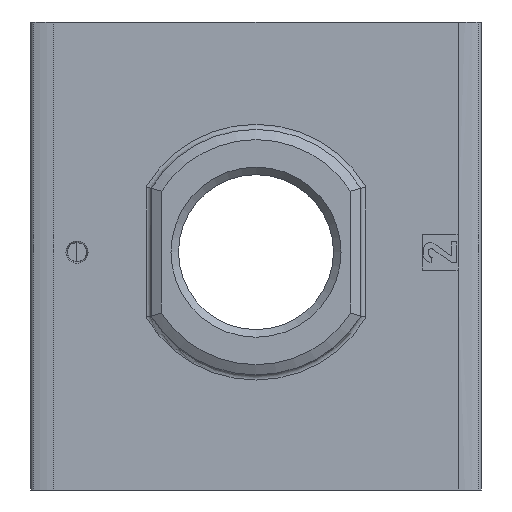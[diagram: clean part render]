
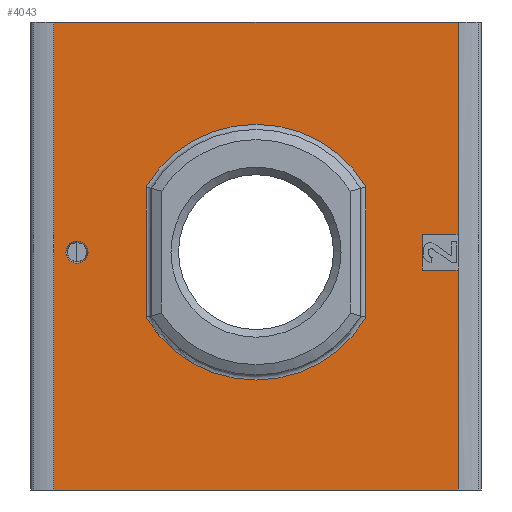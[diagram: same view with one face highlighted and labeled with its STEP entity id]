
A CAD part, left-side view. The second image highlights one B-rep face of the part: STEP entity #4043.
In plain terms, the highlighted planar face has unit normal (-1, 0, 0).
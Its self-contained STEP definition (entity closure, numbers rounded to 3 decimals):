
#365=LINE('',#6433,#776);
#366=LINE('',#6438,#777);
#367=LINE('',#6441,#778);
#368=LINE('',#6444,#779);
#369=LINE('',#6446,#780);
#370=LINE('',#6448,#781);
#371=LINE('',#6450,#782);
#372=LINE('',#6452,#783);
#373=LINE('',#6454,#784);
#374=LINE('',#6456,#785);
#776=VECTOR('',#5204,1000.);
#777=VECTOR('',#5207,1000.);
#778=VECTOR('',#5210,1000.);
#779=VECTOR('',#5211,1000.);
#780=VECTOR('',#5212,1000.);
#781=VECTOR('',#5213,1000.);
#782=VECTOR('',#5214,1000.);
#783=VECTOR('',#5215,1000.);
#784=VECTOR('',#5216,1000.);
#785=VECTOR('',#5217,1000.);
#1573=ORIENTED_EDGE('',*,*,#2426,.T.);
#1574=ORIENTED_EDGE('',*,*,#2427,.T.);
#1575=ORIENTED_EDGE('',*,*,#2428,.T.);
#1576=ORIENTED_EDGE('',*,*,#2429,.F.);
#1577=ORIENTED_EDGE('',*,*,#2430,.T.);
#1578=ORIENTED_EDGE('',*,*,#2431,.T.);
#1579=ORIENTED_EDGE('',*,*,#2432,.T.);
#1580=ORIENTED_EDGE('',*,*,#2433,.T.);
#1581=ORIENTED_EDGE('',*,*,#2434,.F.);
#1582=ORIENTED_EDGE('',*,*,#2435,.F.);
#1583=ORIENTED_EDGE('',*,*,#2436,.T.);
#1584=ORIENTED_EDGE('',*,*,#2437,.T.);
#1585=ORIENTED_EDGE('',*,*,#2438,.F.);
#2426=EDGE_CURVE('',#2904,#2904,#3158,.T.);
#2427=EDGE_CURVE('',#2905,#2906,#365,.T.);
#2428=EDGE_CURVE('',#2906,#2907,#3159,.T.);
#2429=EDGE_CURVE('',#2908,#2907,#366,.T.);
#2430=EDGE_CURVE('',#2908,#2905,#3160,.T.);
#2431=EDGE_CURVE('',#2909,#2910,#367,.T.);
#2432=EDGE_CURVE('',#2910,#2911,#368,.T.);
#2433=EDGE_CURVE('',#2911,#2912,#369,.T.);
#2434=EDGE_CURVE('',#2913,#2912,#370,.T.);
#2435=EDGE_CURVE('',#2914,#2913,#371,.T.);
#2436=EDGE_CURVE('',#2914,#2915,#372,.T.);
#2437=EDGE_CURVE('',#2915,#2916,#373,.T.);
#2438=EDGE_CURVE('',#2909,#2916,#374,.T.);
#2904=VERTEX_POINT('',#6432);
#2905=VERTEX_POINT('',#6434);
#2906=VERTEX_POINT('',#6435);
#2907=VERTEX_POINT('',#6437);
#2908=VERTEX_POINT('',#6439);
#2909=VERTEX_POINT('',#6442);
#2910=VERTEX_POINT('',#6443);
#2911=VERTEX_POINT('',#6445);
#2912=VERTEX_POINT('',#6447);
#2913=VERTEX_POINT('',#6449);
#2914=VERTEX_POINT('',#6451);
#2915=VERTEX_POINT('',#6453);
#2916=VERTEX_POINT('',#6455);
#3158=CIRCLE('',#4389,2.168);
#3159=CIRCLE('',#4390,25.);
#3160=CIRCLE('',#4391,25.);
#3379=EDGE_LOOP('',(#1573));
#3380=EDGE_LOOP('',(#1574,#1575,#1576,#1577));
#3381=EDGE_LOOP('',(#1578,#1579,#1580,#1581,#1582,#1583,#1584,#1585));
#3647=FACE_BOUND('',#3379,.T.);
#3648=FACE_BOUND('',#3380,.T.);
#3649=FACE_BOUND('',#3381,.T.);
#3854=PLANE('',#4388);
#4043=ADVANCED_FACE('',(#3647,#3648,#3649),#3854,.F.);
#4388=AXIS2_PLACEMENT_3D('',#6430,#5200,#5201);
#4389=AXIS2_PLACEMENT_3D('',#6431,#5202,#5203);
#4390=AXIS2_PLACEMENT_3D('',#6436,#5205,#5206);
#4391=AXIS2_PLACEMENT_3D('',#6440,#5208,#5209);
#5200=DIRECTION('',(1.,0.,0.));
#5201=DIRECTION('',(0.,0.,-1.));
#5202=DIRECTION('',(1.,0.,0.));
#5203=DIRECTION('',(0.,0.,-1.));
#5204=DIRECTION('',(0.,-1.,0.));
#5205=DIRECTION('',(1.,0.,0.));
#5206=DIRECTION('',(0.,0.,-1.));
#5207=DIRECTION('',(0.,-1.,0.));
#5208=DIRECTION('',(1.,0.,0.));
#5209=DIRECTION('',(0.,0.,-1.));
#5210=DIRECTION('',(0.,0.,-1.));
#5211=DIRECTION('',(0.,1.,0.));
#5212=DIRECTION('',(0.,0.,1.));
#5213=DIRECTION('',(0.,-1.,0.));
#5214=DIRECTION('',(0.,0.,1.));
#5215=DIRECTION('',(0.,-1.,0.));
#5216=DIRECTION('',(0.,0.,1.));
#5217=DIRECTION('',(0.,-1.,0.));
#6430=CARTESIAN_POINT('',(-4.,45.75,-39.5));
#6431=CARTESIAN_POINT('',(-4.,0.75,-35.));
#6432=CARTESIAN_POINT('',(-4.,0.75,-37.168));
#6433=CARTESIAN_POINT('',(-4.,25.5,21.5));
#6434=CARTESIAN_POINT('',(-4.,13.507,21.5));
#6435=CARTESIAN_POINT('',(-4.,-12.007,21.5));
#6436=CARTESIAN_POINT('',(-4.,0.75,0.));
#6437=CARTESIAN_POINT('',(-4.,-12.007,-21.5));
#6438=CARTESIAN_POINT('',(-4.,25.5,-21.5));
#6439=CARTESIAN_POINT('',(-4.,13.507,-21.5));
#6440=CARTESIAN_POINT('',(-4.,0.75,0.));
#6441=CARTESIAN_POINT('',(-4.,-2.75,39.5));
#6442=CARTESIAN_POINT('',(-4.,-2.75,39.5));
#6443=CARTESIAN_POINT('',(-4.,-2.75,32.5));
#6444=CARTESIAN_POINT('',(-4.,-2.75,32.5));
#6445=CARTESIAN_POINT('',(-4.,4.25,32.5));
#6446=CARTESIAN_POINT('',(-4.,4.25,32.5));
#6447=CARTESIAN_POINT('',(-4.,4.25,39.5));
#6448=CARTESIAN_POINT('',(-4.,45.75,39.5));
#6449=CARTESIAN_POINT('',(-4.,45.75,39.5));
#6450=CARTESIAN_POINT('',(-4.,45.75,-39.5));
#6451=CARTESIAN_POINT('',(-4.,45.75,-39.5));
#6452=CARTESIAN_POINT('',(-4.,45.75,-39.5));
#6453=CARTESIAN_POINT('',(-4.,-45.75,-39.5));
#6454=CARTESIAN_POINT('',(-4.,-45.75,-39.5));
#6455=CARTESIAN_POINT('',(-4.,-45.75,39.5));
#6456=CARTESIAN_POINT('',(-4.,45.75,39.5));
